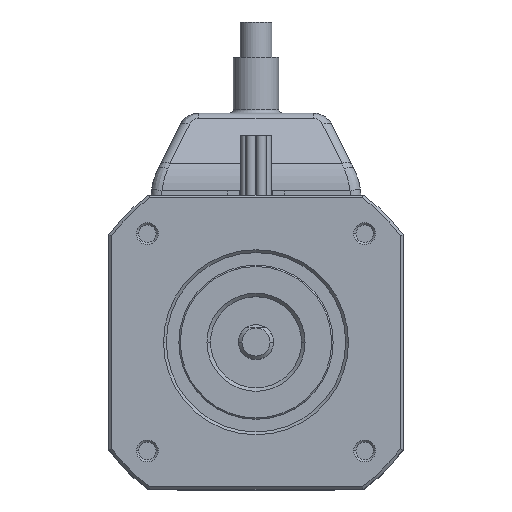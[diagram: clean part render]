
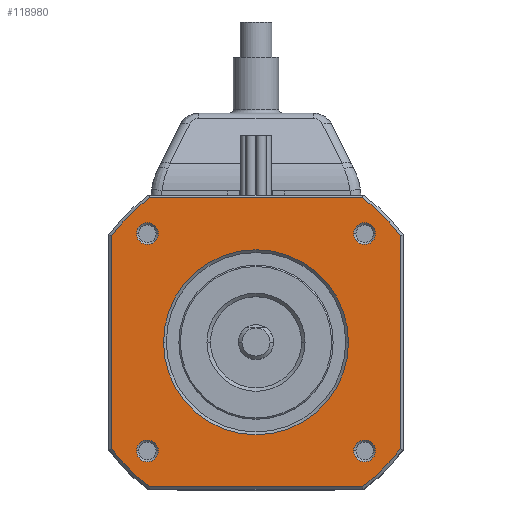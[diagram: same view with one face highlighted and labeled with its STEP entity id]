
A CAD part, top view. The second image highlights one B-rep face of the part: STEP entity #118980.
In plain terms, the highlighted planar face has unit normal (0, 0, 1).
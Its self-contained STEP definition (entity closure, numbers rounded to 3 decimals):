
#3210=CARTESIAN_POINT('',(13.2,0.,0.
));
#3220=VERTEX_POINT('',#3210);
#3250=CARTESIAN_POINT('',(0.,0.,
0.));
#3260=DIRECTION('',(-0.,-0.,-1.));
#3270=DIRECTION('',(1.,0.,0.));
#3280=AXIS2_PLACEMENT_3D('',#3250,#3260,#3270);
#3290=CIRCLE('',#3280,13.2);
#3300=CARTESIAN_POINT('',(-13.2,0.,
0.));
#3310=VERTEX_POINT('',#3300);
#3320=EDGE_CURVE('',#3220,#3310,#3290,.T.);
#83650=CARTESIAN_POINT('',(17.05,15.5,0.));
#83660=VERTEX_POINT('',#83650);
#83690=CARTESIAN_POINT('',(15.5,15.5,0.));
#83700=DIRECTION('',(-0.,-0.,-1.));
#83710=DIRECTION('',(1.,0.,0.));
#83720=AXIS2_PLACEMENT_3D('',#83690,#83700,#83710);
#83730=CIRCLE('',#83720,1.55);
#83740=CARTESIAN_POINT('',(13.95,15.5,0.));
#83750=VERTEX_POINT('',#83740);
#83760=EDGE_CURVE('',#83660,#83750,#83730,.T.);
#88360=CARTESIAN_POINT('',(-17.05,-15.5,0.));
#88370=VERTEX_POINT('',#88360);
#88450=CARTESIAN_POINT('',(-13.95,-15.5,0.));
#88460=VERTEX_POINT('',#88450);
#88490=CARTESIAN_POINT('',(-15.5,-15.5,0.));
#88500=DIRECTION('',(-0.,-0.,-1.));
#88510=DIRECTION('',(1.,0.,0.));
#88520=AXIS2_PLACEMENT_3D('',#88490,#88500,#88510);
#88530=CIRCLE('',#88520,1.55);
#88540=EDGE_CURVE('',#88460,#88370,#88530,.T.);
#90620=CARTESIAN_POINT('',(17.05,-15.5,0.));
#90630=VERTEX_POINT('',#90620);
#90660=CARTESIAN_POINT('',(15.5,-15.5,0.));
#90670=DIRECTION('',(-0.,-0.,-1.));
#90680=DIRECTION('',(1.,0.,0.));
#90690=AXIS2_PLACEMENT_3D('',#90660,#90670,#90680);
#90700=CIRCLE('',#90690,1.55);
#90710=CARTESIAN_POINT('',(13.95,-15.5,0.));
#90720=VERTEX_POINT('',#90710);
#90730=EDGE_CURVE('',#90630,#90720,#90700,.T.);
#91670=CARTESIAN_POINT('',(-13.95,15.5,0.));
#91680=VERTEX_POINT('',#91670);
#91710=CARTESIAN_POINT('',(-15.5,15.5,0.));
#91720=DIRECTION('',(-0.,-0.,-1.));
#91730=DIRECTION('',(1.,0.,0.));
#91740=AXIS2_PLACEMENT_3D('',#91710,#91720,#91730);
#91750=CIRCLE('',#91740,1.55);
#91760=CARTESIAN_POINT('',(-17.05,15.5,0.));
#91770=VERTEX_POINT('',#91760);
#91780=EDGE_CURVE('',#91680,#91770,#91750,.T.);
#104860=CARTESIAN_POINT('',(20.6,-15.199,0.));
#104870=VERTEX_POINT('',#104860);
#104900=CARTESIAN_POINT('',(20.6,0.,-0.));
#104910=DIRECTION('',(0.,-1.,0.));
#104920=VECTOR('',#104910,1.);
#104930=LINE('',#104900,#104920);
#104940=CARTESIAN_POINT('',(20.6,15.199,0.));
#104950=VERTEX_POINT('',#104940);
#104960=EDGE_CURVE('',#104950,#104870,#104930,.T.);
#105250=CARTESIAN_POINT('',(0.,0.,
0.));
#105260=DIRECTION('',(-0.,-0.,1.));
#105270=DIRECTION('',(-1.,0.,-0.));
#105280=AXIS2_PLACEMENT_3D('',#105250,#105260,#105270);
#105290=CIRCLE('',#105280,25.6);
#105300=CARTESIAN_POINT('',(15.199,20.6,0.));
#105310=VERTEX_POINT('',#105300);
#105320=EDGE_CURVE('',#104950,#105310,#105290,.T.);
#105610=CARTESIAN_POINT('',(0.,20.6,0.));
#105620=DIRECTION('',(1.,0.,-0.));
#105630=VECTOR('',#105620,1.);
#105640=LINE('',#105610,#105630);
#105650=CARTESIAN_POINT('',(-15.199,20.6,
0.));
#105660=VERTEX_POINT('',#105650);
#105670=EDGE_CURVE('',#105660,#105310,#105640,.T.);
#106260=CARTESIAN_POINT('',(-15.199,-20.6,0.));
#106270=VERTEX_POINT('',#106260);
#106300=CARTESIAN_POINT('',(0.,-20.6,0.));
#106310=DIRECTION('',(-1.,0.,0.));
#106320=VECTOR('',#106310,1.);
#106330=LINE('',#106300,#106320);
#106340=CARTESIAN_POINT('',(15.199,-20.6,0.));
#106350=VERTEX_POINT('',#106340);
#106360=EDGE_CURVE('',#106350,#106270,#106330,.T.);
#106600=CARTESIAN_POINT('',(0.,0.,
0.));
#106610=DIRECTION('',(-0.,-0.,1.));
#106620=DIRECTION('',(-1.,0.,-0.));
#106630=AXIS2_PLACEMENT_3D('',#106600,#106610,#106620);
#106640=CIRCLE('',#106630,25.6);
#106650=EDGE_CURVE('',#106350,#104870,#106640,.T.);
#111850=CARTESIAN_POINT('',(-20.6,15.199,0.));
#111860=VERTEX_POINT('',#111850);
#111890=CARTESIAN_POINT('',(-20.6,0.,0.));
#111900=DIRECTION('',(0.,1.,-0.));
#111910=VECTOR('',#111900,1.);
#111920=LINE('',#111890,#111910);
#111930=CARTESIAN_POINT('',(-20.6,-15.199,
0.));
#111940=VERTEX_POINT('',#111930);
#111950=EDGE_CURVE('',#111940,#111860,#111920,.T.);
#112190=CARTESIAN_POINT('',(0.,0.,0.
));
#112200=DIRECTION('',(-0.,-0.,1.));
#112210=DIRECTION('',(-1.,0.,-0.));
#112220=AXIS2_PLACEMENT_3D('',#112190,#112200,#112210);
#112230=CIRCLE('',#112220,25.6);
#112240=EDGE_CURVE('',#111940,#106270,#112230,.T.);
#117180=CARTESIAN_POINT('',(0.,0.,
0.));
#117190=DIRECTION('',(-0.,-0.,1.));
#117200=DIRECTION('',(-1.,0.,-0.));
#117210=AXIS2_PLACEMENT_3D('',#117180,#117190,#117200);
#117220=CIRCLE('',#117210,25.6);
#117230=EDGE_CURVE('',#105660,#111860,#117220,.T.);
#118580=CARTESIAN_POINT('',(-20.6,-20.6,0.));
#118590=DIRECTION('',(0.,0.,1.));
#118600=DIRECTION('',(1.,0.,-0.));
#118610=AXIS2_PLACEMENT_3D('',#118580,#118590,#118600);
#118620=PLANE('',#118610);
#118630=ORIENTED_EDGE('',*,*,#112240,.T.);
#118640=ORIENTED_EDGE('',*,*,#111950,.F.);
#118650=ORIENTED_EDGE('',*,*,#117230,.T.);
#118660=ORIENTED_EDGE('',*,*,#105670,.F.);
#118670=ORIENTED_EDGE('',*,*,#105320,.T.);
#118680=ORIENTED_EDGE('',*,*,#104960,.F.);
#118690=ORIENTED_EDGE('',*,*,#106650,.T.);
#118700=ORIENTED_EDGE('',*,*,#106360,.F.);
#118710=EDGE_LOOP('',(#118700,#118690,#118680,#118670,#118660,#118650,
#118640,#118630));
#118720=FACE_OUTER_BOUND('',#118710,.T.);
#118730=EDGE_CURVE('',#88370,#88460,#88530,.T.);
#118740=ORIENTED_EDGE('',*,*,#118730,.T.);
#118750=ORIENTED_EDGE('',*,*,#88540,.T.);
#118760=EDGE_LOOP('',(#118750,#118740));
#118770=FACE_BOUND('',#118760,.T.);
#118780=ORIENTED_EDGE('',*,*,#90730,.T.);
#118790=EDGE_CURVE('',#90720,#90630,#90700,.T.);
#118800=ORIENTED_EDGE('',*,*,#118790,.T.);
#118810=EDGE_LOOP('',(#118800,#118780));
#118820=FACE_BOUND('',#118810,.T.);
#118830=EDGE_CURVE('',#83750,#83660,#83730,.T.);
#118840=ORIENTED_EDGE('',*,*,#118830,.T.);
#118850=ORIENTED_EDGE('',*,*,#83760,.T.);
#118860=EDGE_LOOP('',(#118850,#118840));
#118870=FACE_BOUND('',#118860,.T.);
#118880=ORIENTED_EDGE('',*,*,#91780,.T.);
#118890=EDGE_CURVE('',#91770,#91680,#91750,.T.);
#118900=ORIENTED_EDGE('',*,*,#118890,.T.);
#118910=EDGE_LOOP('',(#118900,#118880));
#118920=FACE_BOUND('',#118910,.T.);
#118930=ORIENTED_EDGE('',*,*,#3320,.T.);
#118940=EDGE_CURVE('',#3310,#3220,#3290,.T.);
#118950=ORIENTED_EDGE('',*,*,#118940,.T.);
#118960=EDGE_LOOP('',(#118950,#118930));
#118970=FACE_BOUND('',#118960,.T.);
#118980=ADVANCED_FACE('',(#118720,#118770,#118820,#118870,#118920,
#118970),#118620,.T.);
